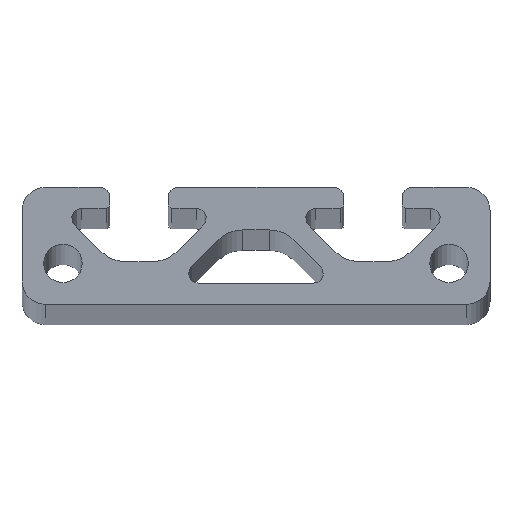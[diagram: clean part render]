
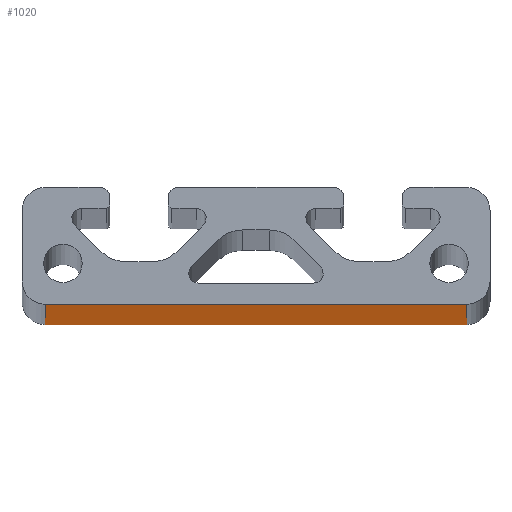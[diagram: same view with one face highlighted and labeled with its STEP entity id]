
A CAD part, top view. The second image highlights one B-rep face of the part: STEP entity #1020.
In plain terms, the highlighted planar face has unit normal (0, -1, 0).
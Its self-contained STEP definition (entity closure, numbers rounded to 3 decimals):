
#133=FACE_OUTER_BOUND($,#186,.T.);
#186=EDGE_LOOP($,(#775,#776,#777,#778));
#269=LINE($,#1642,#366);
#270=LINE($,#1645,#367);
#271=LINE($,#1647,#368);
#272=LINE($,#1648,#369);
#366=VECTOR($,#1331,1000.);
#367=VECTOR($,#1334,36.);
#368=VECTOR($,#1335,36.);
#369=VECTOR($,#1336,1000.);
#468=VERTEX_POINT($,#1638);
#469=VERTEX_POINT($,#1640);
#470=VERTEX_POINT($,#1644);
#471=VERTEX_POINT($,#1646);
#597=EDGE_CURVE($,#468,#469,#269,.T.);
#598=EDGE_CURVE($,#470,#468,#270,.T.);
#599=EDGE_CURVE($,#471,#469,#271,.T.);
#600=EDGE_CURVE($,#470,#471,#272,.T.);
#775=ORIENTED_EDGE($,*,*,#598,.T.);
#776=ORIENTED_EDGE($,*,*,#597,.T.);
#777=ORIENTED_EDGE($,*,*,#599,.F.);
#778=ORIENTED_EDGE($,*,*,#600,.F.);
#978=PLANE($,#1108);
#1020=ADVANCED_FACE($,(#133),#978,.T.);
#1108=AXIS2_PLACEMENT_3D($,#1643,#1332,#1333);
#1331=DIRECTION($,(0.,0.,1.));
#1332=DIRECTION('center_axis',(0.,-1.,0.));
#1333=DIRECTION('ref_axis',(1.,0.,0.));
#1334=DIRECTION($,(1.,0.,0.));
#1335=DIRECTION($,(1.,0.,0.));
#1336=DIRECTION($,(0.,0.,1.));
#1638=CARTESIAN_POINT('',(38.,0.,0.));
#1640=CARTESIAN_POINT('',(38.,0.,1000.));
#1642=CARTESIAN_POINT($,(38.,0.,0.));
#1643=CARTESIAN_POINT('Origin',(2.,0.,0.));
#1644=CARTESIAN_POINT('',(2.,0.,0.));
#1645=CARTESIAN_POINT($,(2.,0.,0.));
#1646=CARTESIAN_POINT('',(2.,0.,1000.));
#1647=CARTESIAN_POINT($,(2.,0.,1000.));
#1648=CARTESIAN_POINT($,(2.,0.,0.));
